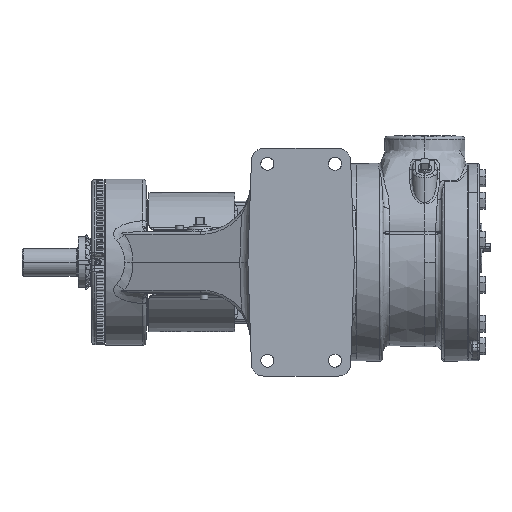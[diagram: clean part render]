
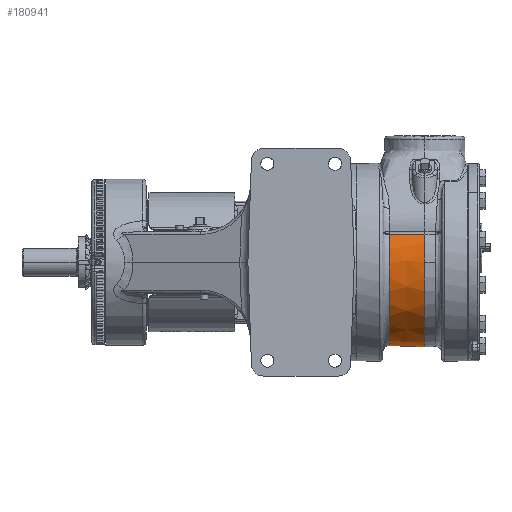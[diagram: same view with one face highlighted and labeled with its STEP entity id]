
A CAD part, front view. The second image highlights one B-rep face of the part: STEP entity #180941.
In plain terms, the highlighted conical face has half-angle 2 degrees and reference radius 86.093 mm.
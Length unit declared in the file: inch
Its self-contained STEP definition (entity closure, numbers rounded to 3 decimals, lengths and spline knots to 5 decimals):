
#5233 = CARTESIAN_POINT ( 'NONE',  ( 2.04539, -3.21857, 1.13955 ) ) ;
#5442 = EDGE_CURVE ( 'NONE', #183032, #60146, #207757, .T. ) ;
#6517 = CARTESIAN_POINT ( 'NONE',  ( 2.00497, -3.21726, 1.13903 ) ) ;
#7729 = VERTEX_POINT ( 'NONE', #99725 ) ;
#8917 = EDGE_CURVE ( 'NONE', #188315, #61998, #135770, .T. ) ;
#9045 = CARTESIAN_POINT ( 'NONE',  ( 2.64428, -3.238, 1.14734 ) ) ;
#10306 = CARTESIAN_POINT ( 'NONE',  ( 2.74354, -3.24121, 1.14865 ) ) ;
#11259 = DIRECTION ( 'NONE',  ( 0.999, 0., -0.035 ) ) ;
#21814 = VECTOR ( 'NONE', #11259, 39.37008 ) ;
#24612 = CARTESIAN_POINT ( 'NONE',  ( 1.96539, -3.21597, 1.13853 ) ) ;
#25901 = CARTESIAN_POINT ( 'NONE',  ( 2.00821, -3.21736, 1.13908 ) ) ;
#29897 = FACE_OUTER_BOUND ( 'NONE', #88221, .T. ) ;
#30649 = CARTESIAN_POINT ( 'NONE',  ( 1.33372, 0., -3.38949 ) ) ;
#43999 = CARTESIAN_POINT ( 'NONE',  ( 1.5918, -3.20377, 1.13388 ) ) ;
#44444 = DIRECTION ( 'NONE',  ( 0., 0.347, -0.938 ) ) ;
#45277 = CARTESIAN_POINT ( 'NONE',  ( 2.78, -3.24239, 1.14914 ) ) ;
#47692 = CARTESIAN_POINT ( 'NONE',  ( 2.78, 0., -3.44 ) ) ;
#49080 = CARTESIAN_POINT ( 'NONE',  ( 2.75675, -3.24164, 1.14883 ) ) ;
#50839 = CONICAL_SURFACE ( 'NONE', #83906, 3.38949, 0.035 ) ;
#54623 = CIRCLE ( 'NONE', #124773, 3.44 ) ;
#60146 = VERTEX_POINT ( 'NONE', #47692 ) ;
#61998 = VERTEX_POINT ( 'NONE', #95548 ) ;
#63399 = CARTESIAN_POINT ( 'NONE',  ( 1.98202, -3.21651, 1.13874 ) ) ;
#64683 = CARTESIAN_POINT ( 'NONE',  ( 2.77344, -3.24218, 1.14905 ) ) ;
#65125 = DIRECTION ( 'NONE',  ( 1., 0., 0. ) ) ;
#67229 = CARTESIAN_POINT ( 'NONE',  ( 2.01145, -3.21747, 1.13912 ) ) ;
#68500 = CARTESIAN_POINT ( 'NONE',  ( 2.66373, -3.23863, 1.1476 ) ) ;
#77419 = CARTESIAN_POINT ( 'NONE',  ( 1.33372, 0., -3.38949 ) ) ;
#78025 = CARTESIAN_POINT ( 'NONE',  ( 2.78, 0., 0. ) ) ;
#83906 = AXIS2_PLACEMENT_3D ( 'NONE', #228935, #130682, #90650 ) ;
#84063 = CARTESIAN_POINT ( 'NONE',  ( 1.33372, -3.19529, 1.13083 ) ) ;
#85345 = CARTESIAN_POINT ( 'NONE',  ( 2.19046, -3.22328, 1.14141 ) ) ;
#86613 = CARTESIAN_POINT ( 'NONE',  ( 1.78409, -3.21006, 1.13625 ) ) ;
#87056 = CARTESIAN_POINT ( 'NONE',  ( 2.78, 0., 0. ) ) ;
#88221 = EDGE_LOOP ( 'NONE', ( #140499, #161402, #251592, #193984, #101142 ) ) ;
#90650 = DIRECTION ( 'NONE',  ( 0., 0., -1. ) ) ;
#91202 = B_SPLINE_CURVE_WITH_KNOTS ( 'NONE', 3,
 ( #84063, #221108, #143514, #106002, #245625, #204277, #107262, #43999, #240505, #86613, #222380, #127930, #244349, #24612, #162923, #63399, #186126, #6517, #25901, #67229, #103458, #183583, #5233, #224926, #146065, #85345, #223670, #241796, #122830, #182306, #126661, #205536, #9045, #68500, #147338, #226174, #10306, #49080, #64683, #164197, #45277 ),
 .UNSPECIFIED., .F., .F.,
 ( 4, 1, 1, 1, 1, 2, 1, 2, 1, 1, 2, 1, 2, 1, 2, 1, 1, 2, 2, 2, 2, 1, 1, 1, 1, 2, 2, 4 ),
 ( 0., 0.05563, 0.06675, 0.07788, 0.09246, 0.12821, 0.27872, 0.32758, 0.42833, 0.4339, 0.43797, 0.44406, 0.46229, 0.46733, 0.46901, 0.47574, 0.48246, 0.51755, 0.62951, 0.74147, 0.85342, 0.89246, 0.9059, 0.91934, 0.93279, 0.96538, 0.99278, 1. ),
 .UNSPECIFIED. ) ;
#94988 = EDGE_CURVE ( 'NONE', #61998, #60146, #54623, .T. ) ;
#95548 = CARTESIAN_POINT ( 'NONE',  ( 2.78, -3.44, 0. ) ) ;
#97435 = DIRECTION ( 'NONE',  ( 1., 0., 0. ) ) ;
#99725 = CARTESIAN_POINT ( 'NONE',  ( 1.33372, -3.19529, 1.13083 ) ) ;
#101142 = ORIENTED_EDGE ( 'NONE', *, *, #160162, .F. ) ;
#103458 = CARTESIAN_POINT ( 'NONE',  ( 2.01551, -3.2176, 1.13917 ) ) ;
#106002 = CARTESIAN_POINT ( 'NONE',  ( 1.4303, -3.19847, 1.13196 ) ) ;
#107262 = CARTESIAN_POINT ( 'NONE',  ( 1.50197, -3.20083, 1.1328 ) ) ;
#122830 = CARTESIAN_POINT ( 'NONE',  ( 2.46039, -3.23204, 1.14493 ) ) ;
#124773 = AXIS2_PLACEMENT_3D ( 'NONE', #78025, #97435, #195658 ) ;
#126661 = CARTESIAN_POINT ( 'NONE',  ( 2.58719, -3.23615, 1.14659 ) ) ;
#127930 = CARTESIAN_POINT ( 'NONE',  ( 1.90751, -3.21408, 1.1378 ) ) ;
#130682 = DIRECTION ( 'NONE',  ( 1., 0., 0. ) ) ;
#135770 = CIRCLE ( 'NONE', #201893, 3.44 ) ;
#140040 = DIRECTION ( 'NONE',  ( 0., -0.943, 0.334 ) ) ;
#140499 = ORIENTED_EDGE ( 'NONE', *, *, #199058, .T. ) ;
#143514 = CARTESIAN_POINT ( 'NONE',  ( 1.39275, -3.19724, 1.13151 ) ) ;
#144081 = CIRCLE ( 'NONE', #206097, 3.38949 ) ;
#146065 = CARTESIAN_POINT ( 'NONE',  ( 2.13647, -3.22153, 1.14072 ) ) ;
#147338 = CARTESIAN_POINT ( 'NONE',  ( 2.69241, -3.23955, 1.14798 ) ) ;
#160162 = EDGE_CURVE ( 'NONE', #7729, #188315, #91202, .T. ) ;
#161402 = ORIENTED_EDGE ( 'NONE', *, *, #5442, .T. ) ;
#162923 = CARTESIAN_POINT ( 'NONE',  ( 1.97029, -3.21613, 1.13859 ) ) ;
#164197 = CARTESIAN_POINT ( 'NONE',  ( 2.77665, -3.24228, 1.14909 ) ) ;
#180941 = ADVANCED_FACE ( 'Defeatured_0_3421', ( #29897 ), #50839, .T. ) ;
#182306 = CARTESIAN_POINT ( 'NONE',  ( 2.51438, -3.23379, 1.14563 ) ) ;
#183032 = VERTEX_POINT ( 'NONE', #77419 ) ;
#183583 = CARTESIAN_POINT ( 'NONE',  ( 2.02199, -3.21781, 1.13925 ) ) ;
#186126 = CARTESIAN_POINT ( 'NONE',  ( 1.99375, -3.21689, 1.13889 ) ) ;
#188315 = VERTEX_POINT ( 'NONE', #254239 ) ;
#193984 = ORIENTED_EDGE ( 'NONE', *, *, #8917, .F. ) ;
#195658 = DIRECTION ( 'NONE',  ( 0., 0.347, -0.938 ) ) ;
#199058 = EDGE_CURVE ( 'NONE', #7729, #183032, #144081, .T. ) ;
#201893 = AXIS2_PLACEMENT_3D ( 'NONE', #87056, #65125, #44444 ) ;
#204277 = CARTESIAN_POINT ( 'NONE',  ( 1.4777, -3.20003, 1.13252 ) ) ;
#205536 = CARTESIAN_POINT ( 'NONE',  ( 2.61249, -3.23697, 1.14692 ) ) ;
#206097 = AXIS2_PLACEMENT_3D ( 'NONE', #255160, #235748, #140040 ) ;
#207757 = LINE ( 'NONE', #30649, #21814 ) ;
#221108 = CARTESIAN_POINT ( 'NONE',  ( 1.36055, -3.19618, 1.13114 ) ) ;
#222380 = CARTESIAN_POINT ( 'NONE',  ( 1.85624, -3.21241, 1.13715 ) ) ;
#223670 = CARTESIAN_POINT ( 'NONE',  ( 2.29843, -3.22679, 1.14281 ) ) ;
#224926 = CARTESIAN_POINT ( 'NONE',  ( 2.06556, -3.21923, 1.13981 ) ) ;
#226174 = CARTESIAN_POINT ( 'NONE',  ( 2.71461, -3.24027, 1.14827 ) ) ;
#228935 = CARTESIAN_POINT ( 'NONE',  ( 1.33372, 0., 0. ) ) ;
#235748 = DIRECTION ( 'NONE',  ( 1., 0., 0. ) ) ;
#240505 = CARTESIAN_POINT ( 'NONE',  ( 1.68795, -3.20692, 1.13505 ) ) ;
#241796 = CARTESIAN_POINT ( 'NONE',  ( 2.35242, -3.22854, 1.14352 ) ) ;
#244349 = CARTESIAN_POINT ( 'NONE',  ( 1.96074, -3.21582, 1.13847 ) ) ;
#245625 = CARTESIAN_POINT ( 'NONE',  ( 1.44807, -3.19906, 1.13216 ) ) ;
#251592 = ORIENTED_EDGE ( 'NONE', *, *, #94988, .F. ) ;
#254239 = CARTESIAN_POINT ( 'NONE',  ( 2.78, -3.24239, 1.14914 ) ) ;
#255160 = CARTESIAN_POINT ( 'NONE',  ( 1.33372, 0., 0. ) ) ;
